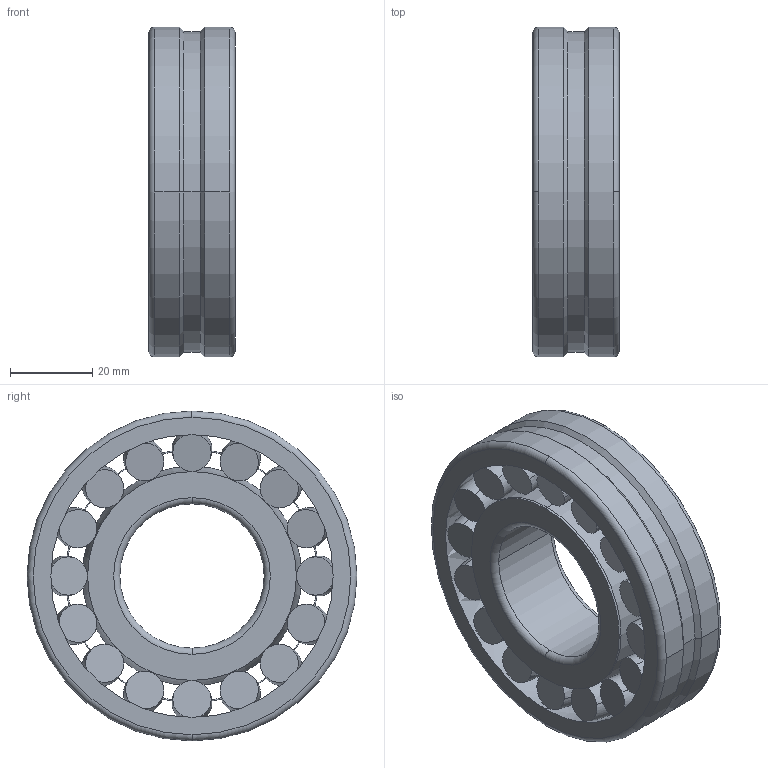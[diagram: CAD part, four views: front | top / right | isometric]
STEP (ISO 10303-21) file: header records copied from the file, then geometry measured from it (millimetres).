
FILE_DESCRIPTION(('STEP AP242'),'1');
FILE_NAME('snr_21307eaw33c3_2.stp','2024-09-13T07:10:33',('TraceParts'),('TraceParts S.A.'),'Spatial InterOp 3D',' ',' ');
FILE_SCHEMA(('AP242_MANAGED_MODEL_BASED_3D_ENGINEERING_MIM_LF {1 0 10303 442 1 1 4}'));
Length unit declared in the file: millimetre
Products named in the file (1): snr_21307eaw33c3_2_1
Bounding box: 21 x 80 x 80 mm (x, y, z)
Volume: 62701.2 mm3; surface area: 32032.8 mm2
Topology: 4 solids, 4 shells, 230 faces, 616 edges, 449 vertices
Faces by surface type: torus 144, plane 68, cylinder 12, cone 4, sphere 2
Entity records: 11454 total; most frequent: CARTESIAN_POINT 5530, DIRECTION 1287, ORIENTED_EDGE 1224, AXIS2_PLACEMENT_3D 636, EDGE_CURVE 612, VERTEX_POINT 449, CIRCLE 402, EDGE_LOOP 299
